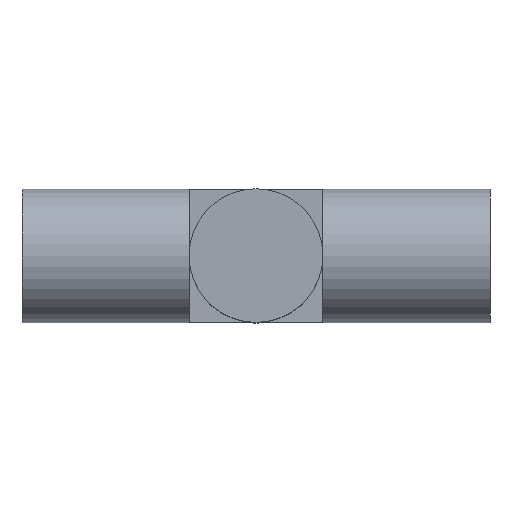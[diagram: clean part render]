
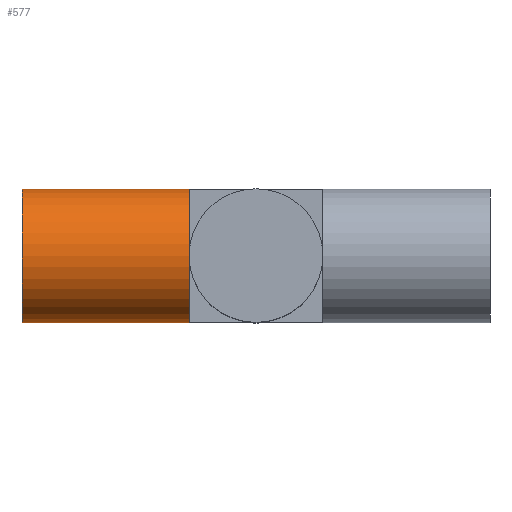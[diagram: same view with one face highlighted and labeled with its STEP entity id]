
A CAD part, top view. The second image highlights one B-rep face of the part: STEP entity #577.
In plain terms, the highlighted cylindrical face has radius 3.9 mm (diameter 7.8 mm), a partial arc.
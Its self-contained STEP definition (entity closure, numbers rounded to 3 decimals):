
#18 = DIRECTION ( 'NONE',  ( 1., 0., 0. ) ) ;
#52 = CARTESIAN_POINT ( 'NONE',  ( -13.65, -3.9, 0. ) ) ;
#74 = CARTESIAN_POINT ( 'NONE',  ( -3.9, 0., 0. ) ) ;
#75 = DIRECTION ( 'NONE',  ( 0., 1., 0. ) ) ;
#78 = CARTESIAN_POINT ( 'NONE',  ( -3.9, 0., 0. ) ) ;
#88 = ORIENTED_EDGE ( 'NONE', *, *, #123, .T. ) ;
#101 = CIRCLE ( 'NONE', #675, 3.9 ) ;
#103 = VECTOR ( 'NONE', #235, 1000. ) ;
#123 = EDGE_CURVE ( 'NONE', #161, #462, #732, .T. ) ;
#129 = CARTESIAN_POINT ( 'NONE',  ( -13.65, 3.9, 0. ) ) ;
#148 = DIRECTION ( 'NONE',  ( 0., 1., 0. ) ) ;
#155 = DIRECTION ( 'NONE',  ( 1., 0., 0. ) ) ;
#160 = CARTESIAN_POINT ( 'NONE',  ( -3.9, 3.9, 0. ) ) ;
#161 = VERTEX_POINT ( 'NONE', #52 ) ;
#169 = VERTEX_POINT ( 'NONE', #160 ) ;
#197 = VECTOR ( 'NONE', #468, 1000. ) ;
#204 = DIRECTION ( 'NONE',  ( 0., 1., 0. ) ) ;
#215 = ORIENTED_EDGE ( 'NONE', *, *, #538, .F. ) ;
#235 = DIRECTION ( 'NONE',  ( 1., 0., 0. ) ) ;
#255 = ORIENTED_EDGE ( 'NONE', *, *, #650, .F. ) ;
#267 = CARTESIAN_POINT ( 'NONE',  ( -13.65, -3.9, 0. ) ) ;
#275 = EDGE_CURVE ( 'NONE', #349, #169, #443, .T. ) ;
#349 = VERTEX_POINT ( 'NONE', #129 ) ;
#350 = CIRCLE ( 'NONE', #771, 3.9 ) ;
#358 = CIRCLE ( 'NONE', #364, 3.9 ) ;
#364 = AXIS2_PLACEMENT_3D ( 'NONE', #78, #18, #75 ) ;
#378 = CARTESIAN_POINT ( 'NONE',  ( -3.9, 0., 3.9 ) ) ;
#443 = LINE ( 'NONE', #778, #103 ) ;
#462 = VERTEX_POINT ( 'NONE', #756 ) ;
#468 = DIRECTION ( 'NONE',  ( 1., 0., 0. ) ) ;
#472 = AXIS2_PLACEMENT_3D ( 'NONE', #516, #155, #204 ) ;
#516 = CARTESIAN_POINT ( 'NONE',  ( -13.65, 0., 0. ) ) ;
#519 = EDGE_LOOP ( 'NONE', ( #520, #88, #255, #215, #759 ) ) ;
#520 = ORIENTED_EDGE ( 'NONE', *, *, #694, .T. ) ;
#538 = EDGE_CURVE ( 'NONE', #169, #780, #358, .T. ) ;
#577 = ADVANCED_FACE ( 'NONE', ( #763 ), #631, .T. ) ;
#622 = CARTESIAN_POINT ( 'NONE',  ( -13.65, 0., 0. ) ) ;
#631 = CYLINDRICAL_SURFACE ( 'NONE', #472, 3.9 ) ;
#650 = EDGE_CURVE ( 'NONE', #780, #462, #101, .T. ) ;
#675 = AXIS2_PLACEMENT_3D ( 'NONE', #74, #683, #742 ) ;
#683 = DIRECTION ( 'NONE',  ( 1., 0., 0. ) ) ;
#694 = EDGE_CURVE ( 'NONE', #349, #161, #350, .T. ) ;
#732 = LINE ( 'NONE', #267, #197 ) ;
#742 = DIRECTION ( 'NONE',  ( 0., 1., 0. ) ) ;
#756 = CARTESIAN_POINT ( 'NONE',  ( -3.9, -3.9, 0. ) ) ;
#759 = ORIENTED_EDGE ( 'NONE', *, *, #275, .F. ) ;
#762 = DIRECTION ( 'NONE',  ( 1., 0., 0. ) ) ;
#763 = FACE_OUTER_BOUND ( 'NONE', #519, .T. ) ;
#771 = AXIS2_PLACEMENT_3D ( 'NONE', #622, #762, #148 ) ;
#778 = CARTESIAN_POINT ( 'NONE',  ( -13.65, 3.9, 0. ) ) ;
#780 = VERTEX_POINT ( 'NONE', #378 ) ;
